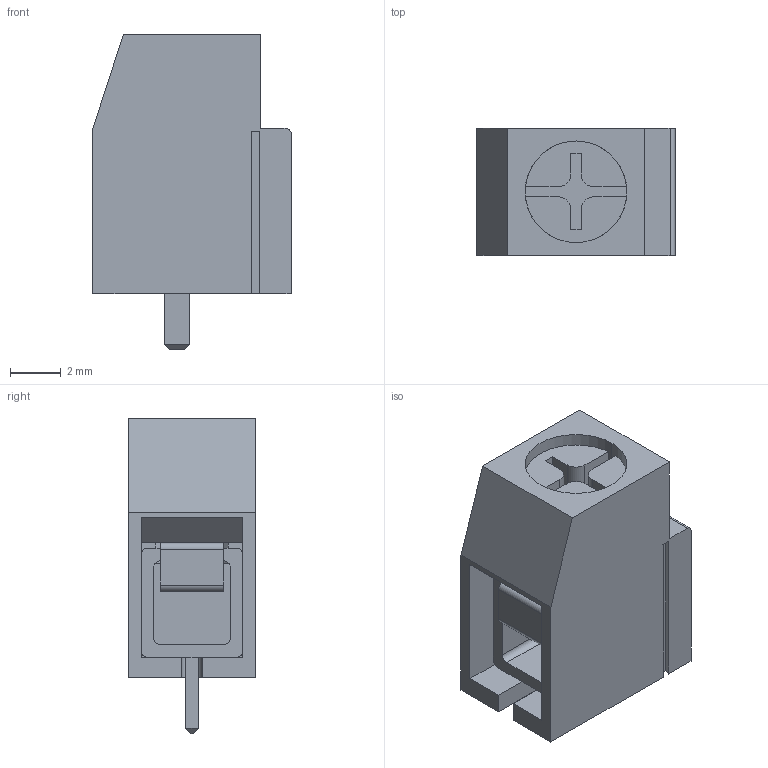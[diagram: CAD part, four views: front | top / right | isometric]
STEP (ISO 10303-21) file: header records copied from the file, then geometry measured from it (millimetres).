
FILE_DESCRIPTION (( 'STEP AP214' ), '1' );
FILE_NAME ('User Library-DT126VP-02P.STEP', '2016-02-22T10:21:06', ( 'Windows User' ), ( '' ), 'SwSTEP 2.0', 'SolidWorks 2016', '' );
FILE_SCHEMA (( 'AUTOMOTIVE_DESIGN' ));
Length unit declared in the file: millimetre
Products named in the file (4): User Library-DT126VP-02P_User Library-DT126VP-02P_d1_e; User Library-DT126VP-02P; User Library-DT126VP-02P_User Library-DT126VP-02P_d3; User Library-DT126VP-02P_User Library-DT126VP-02P_d2
Assembly tree (3 placements, depth 2):
  User Library-DT126VP-02P
    User Library-DT126VP-02P_User Library-DT126VP-02P_d1_e
    User Library-DT126VP-02P_User Library-DT126VP-02P_d2
    User Library-DT126VP-02P_User Library-DT126VP-02P_d3
Bounding box: 7.8 x 5 x 12.4 mm (x, y, z)
Volume: 258.8 mm3; surface area: 680.6 mm2
Topology: 3 solids, 3 shells, 90 faces, 244 edges, 160 vertices
Faces by surface type: plane 67, cylinder 23
Entity records: 3970 total; most frequent: CARTESIAN_POINT 500, DIRECTION 490, ORIENTED_EDGE 488, EDGE_CURVE 244, VECTOR 190, LINE 190, VERTEX_POINT 160, AXIS2_PLACEMENT_3D 150
